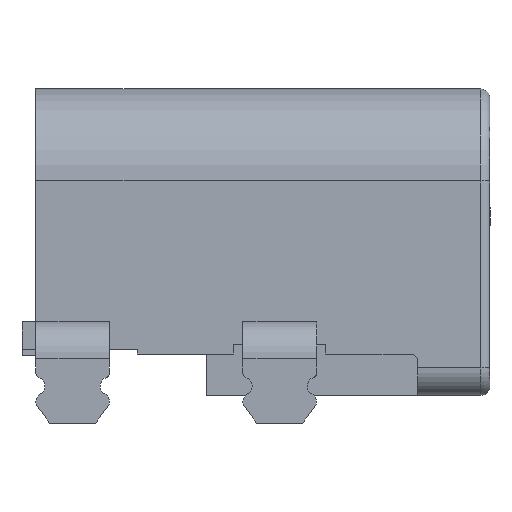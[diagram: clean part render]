
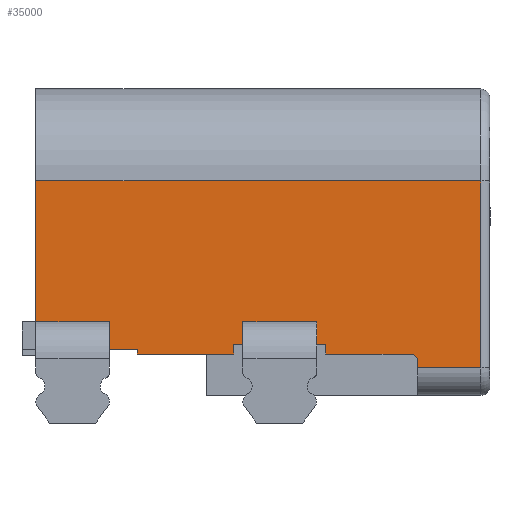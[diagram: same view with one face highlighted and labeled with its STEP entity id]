
A CAD part, left-side view. The second image highlights one B-rep face of the part: STEP entity #35000.
In plain terms, the highlighted planar face has unit normal (-1, 0, 0).
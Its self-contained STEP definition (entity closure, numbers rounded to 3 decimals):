
#60=CARTESIAN_POINT('',(-4.1,12.405,0.45));
#70=DIRECTION('',(0.,1.,0.));
#80=VECTOR('',#70,1.);
#90=LINE('',#60,#80);
#100=CARTESIAN_POINT('',(-4.1,0.305,0.45));
#110=VERTEX_POINT('',#100);
#120=CARTESIAN_POINT('',(-4.1,1.355,0.45));
#130=VERTEX_POINT('',#120);
#140=EDGE_CURVE('',#110,#130,#90,.T.);
#4760=CARTESIAN_POINT('',(-4.1,1.655,
0.5));
#4770=VERTEX_POINT('',#4760);
#4800=CARTESIAN_POINT('',(-4.1,12.405,
0.5));
#4810=DIRECTION('',(0.,-1.,0.));
#4820=VECTOR('',#4810,1.);
#4830=LINE('',#4800,#4820);
#4840=CARTESIAN_POINT('',(-4.1,1.355,0.5));
#4850=VERTEX_POINT('',#4840);
#4860=EDGE_CURVE('',#4770,#4850,#4830,.T.);
#29400=CARTESIAN_POINT('',(-4.1,12.405,0.55));
#29410=DIRECTION('',(0.,1.,0.));
#29420=VECTOR('',#29410,1.);
#29430=LINE('',#29400,#29420);
#29440=CARTESIAN_POINT('',(-4.1,-0.695,0.55));
#29450=VERTEX_POINT('',#29440);
#29460=CARTESIAN_POINT('',(-4.1,-0.595,0.55));
#29470=VERTEX_POINT('',#29460);
#29480=EDGE_CURVE('',#29450,#29470,#29430,.T.);
#33680=CARTESIAN_POINT('',(-4.1,2.576,0.249));
#33690=DIRECTION('',(-1.,0.,0.));
#33700=DIRECTION('',(0.,-1.,0.));
#33710=AXIS2_PLACEMENT_3D('',#33680,#33690,#33700);
#33720=PLANE('',#33710);
#33730=ORIENTED_EDGE('',*,*,#4860,.T.);
#33740=CARTESIAN_POINT('',(-4.1,1.655,0.75));
#33750=DIRECTION('',(0.,-0.,-1.));
#33760=VECTOR('',#33750,1.);
#33770=LINE('',#33740,#33760);
#33780=CARTESIAN_POINT('',(-4.1,1.655,0.8));
#33790=VERTEX_POINT('',#33780);
#33800=EDGE_CURVE('',#33790,#4770,#33770,.T.);
#33810=ORIENTED_EDGE('',*,*,#33800,.T.);
#33820=CARTESIAN_POINT('',(-4.1,12.405,
0.8));
#33830=DIRECTION('',(0.,-1.,0.));
#33840=VECTOR('',#33830,1.);
#33850=LINE('',#33820,#33840);
#33860=CARTESIAN_POINT('',(-4.1,2.455,0.8));
#33870=VERTEX_POINT('',#33860);
#33880=EDGE_CURVE('',#33870,#33790,#33850,.T.);
#33890=ORIENTED_EDGE('',*,*,#33880,.T.);
#33900=CARTESIAN_POINT('',(-4.1,2.455,0.75));
#33910=DIRECTION('',(-0.,0.,-1.));
#33920=VECTOR('',#33910,1.);
#33930=LINE('',#33900,#33920);
#33940=CARTESIAN_POINT('',(-4.1,2.455,2.33));
#33950=VERTEX_POINT('',#33940);
#33960=EDGE_CURVE('',#33950,#33870,#33930,.T.);
#33970=ORIENTED_EDGE('',*,*,#33960,.T.);
#33980=CARTESIAN_POINT('',(-4.1,-2.38,2.33));
#33990=DIRECTION('',(0.,1.,0.));
#34000=VECTOR('',#33990,1.);
#34010=LINE('',#33980,#34000);
#34020=CARTESIAN_POINT('',(-4.1,-2.38,2.33));
#34030=VERTEX_POINT('',#34020);
#34040=EDGE_CURVE('',#34030,#33950,#34010,.T.);
#34050=ORIENTED_EDGE('',*,*,#34040,.T.);
#34060=CARTESIAN_POINT('',(-4.1,-2.38,2.33));
#34070=DIRECTION('',(0.,0.,-1.));
#34080=VECTOR('',#34070,1.);
#34090=LINE('',#34060,#34080);
#34100=CARTESIAN_POINT('',(-4.1,-2.38,0.3));
#34110=VERTEX_POINT('',#34100);
#34120=EDGE_CURVE('',#34030,#34110,#34090,.T.);
#34130=ORIENTED_EDGE('',*,*,#34120,.F.);
#34140=CARTESIAN_POINT('',(-4.1,-2.38,0.3));
#34150=DIRECTION('',(0.,1.,0.));
#34160=VECTOR('',#34150,1.);
#34170=LINE('',#34140,#34160);
#34180=CARTESIAN_POINT('',(-4.1,-1.695,0.3));
#34190=VERTEX_POINT('',#34180);
#34200=EDGE_CURVE('',#34110,#34190,#34170,.T.);
#34210=ORIENTED_EDGE('',*,*,#34200,.F.);
#34220=CARTESIAN_POINT('',(-4.1,-1.695,0.75));
#34230=DIRECTION('',(-0.,0.,-1.));
#34240=VECTOR('',#34230,1.);
#34250=LINE('',#34220,#34240);
#34260=CARTESIAN_POINT('',(-4.1,-1.695,0.4));
#34270=VERTEX_POINT('',#34260);
#34280=EDGE_CURVE('',#34270,#34190,#34250,.T.);
#34290=ORIENTED_EDGE('',*,*,#34280,.T.);
#34300=CARTESIAN_POINT('',(-4.1,-1.345,
0.75));
#34310=DIRECTION('',(0.,0.707,0.707));
#34320=VECTOR('',#34310,1.);
#34330=LINE('',#34300,#34320);
#34340=CARTESIAN_POINT('',(-4.1,-1.645,0.45));
#34350=VERTEX_POINT('',#34340);
#34360=EDGE_CURVE('',#34270,#34350,#34330,.T.);
#34370=ORIENTED_EDGE('',*,*,#34360,.F.);
#34380=CARTESIAN_POINT('',(-4.1,12.405,0.45));
#34390=DIRECTION('',(0.,1.,-0.));
#34400=VECTOR('',#34390,1.);
#34410=LINE('',#34380,#34400);
#34420=CARTESIAN_POINT('',(-4.1,-0.695,0.45));
#34430=VERTEX_POINT('',#34420);
#34440=EDGE_CURVE('',#34350,#34430,#34410,.T.);
#34450=ORIENTED_EDGE('',*,*,#34440,.F.);
#34460=CARTESIAN_POINT('',(-4.1,-0.695,
0.75));
#34470=DIRECTION('',(-0.,0.,-1.));
#34480=VECTOR('',#34470,1.);
#34490=LINE('',#34460,#34480);
#34500=EDGE_CURVE('',#29450,#34430,#34490,.T.);
#34510=ORIENTED_EDGE('',*,*,#34500,.T.);
#34520=ORIENTED_EDGE('',*,*,#29480,.F.);
#34530=CARTESIAN_POINT('',(-4.1,-0.595,
0.75));
#34540=DIRECTION('',(0.,-0.,-1.));
#34550=VECTOR('',#34540,1.);
#34560=LINE('',#34530,#34550);
#34570=CARTESIAN_POINT('',(-4.1,-0.595,
0.8));
#34580=VERTEX_POINT('',#34570);
#34590=EDGE_CURVE('',#34580,#29470,#34560,.T.);
#34600=ORIENTED_EDGE('',*,*,#34590,.T.);
#34610=CARTESIAN_POINT('',(-4.1,12.405,
0.8));
#34620=DIRECTION('',(0.,-1.,0.));
#34630=VECTOR('',#34620,1.);
#34640=LINE('',#34610,#34630);
#34650=CARTESIAN_POINT('',(-4.1,0.205,
0.8));
#34660=VERTEX_POINT('',#34650);
#34670=EDGE_CURVE('',#34660,#34580,#34640,.T.);
#34680=ORIENTED_EDGE('',*,*,#34670,.T.);
#34690=CARTESIAN_POINT('',(-4.1,0.205,
0.75));
#34700=DIRECTION('',(0.,0.,1.));
#34710=VECTOR('',#34700,1.);
#34720=LINE('',#34690,#34710);
#34730=CARTESIAN_POINT('',(-4.1,0.205,0.55));
#34740=VERTEX_POINT('',#34730);
#34750=EDGE_CURVE('',#34740,#34660,#34720,.T.);
#34760=ORIENTED_EDGE('',*,*,#34750,.T.);
#34770=CARTESIAN_POINT('',(-4.1,12.405,0.55));
#34780=DIRECTION('',(0.,1.,-0.));
#34790=VECTOR('',#34780,1.);
#34800=LINE('',#34770,#34790);
#34810=CARTESIAN_POINT('',(-4.1,0.305,0.55));
#34820=VERTEX_POINT('',#34810);
#34830=EDGE_CURVE('',#34740,#34820,#34800,.T.);
#34840=ORIENTED_EDGE('',*,*,#34830,.F.);
#34850=CARTESIAN_POINT('',(-4.1,0.305,0.75));
#34860=DIRECTION('',(0.,-0.,-1.));
#34870=VECTOR('',#34860,1.);
#34880=LINE('',#34850,#34870);
#34890=EDGE_CURVE('',#34820,#110,#34880,.T.);
#34900=ORIENTED_EDGE('',*,*,#34890,.F.);
#34910=ORIENTED_EDGE('',*,*,#140,.F.);
#34920=CARTESIAN_POINT('',(-4.1,1.355,0.75));
#34930=DIRECTION('',(0.,0.,1.));
#34940=VECTOR('',#34930,1.);
#34950=LINE('',#34920,#34940);
#34960=EDGE_CURVE('',#130,#4850,#34950,.T.);
#34970=ORIENTED_EDGE('',*,*,#34960,.F.);
#34980=EDGE_LOOP('',(#34970,#34910,#34900,#34840,#34760,#34680,#34600,
#34520,#34510,#34450,#34370,#34290,#34210,#34130,#34050,#33970,#33890,
#33810,#33730));
#34990=FACE_OUTER_BOUND('',#34980,.T.);
#35000=ADVANCED_FACE('',(#34990),#33720,.T.);
